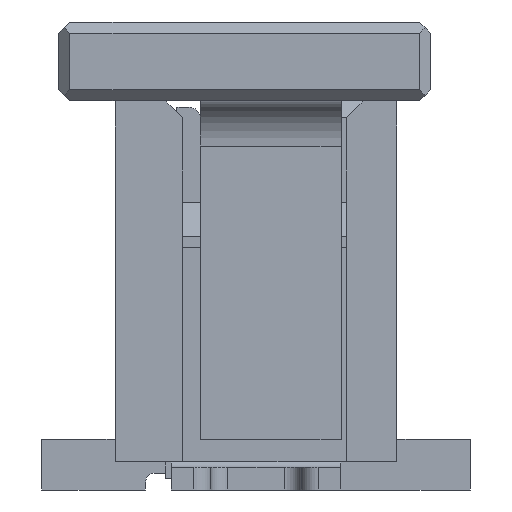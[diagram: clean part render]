
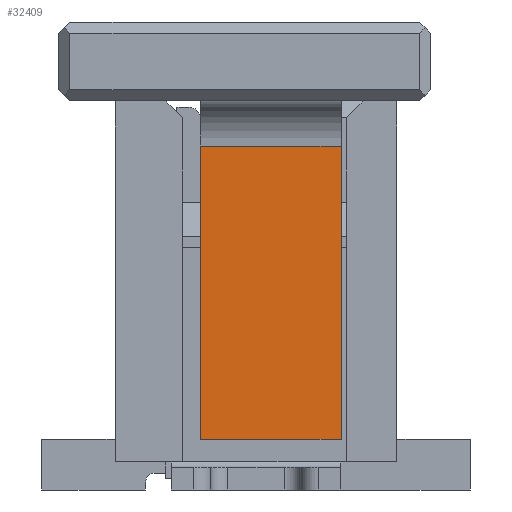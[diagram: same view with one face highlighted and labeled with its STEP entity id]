
A CAD part, left-side view. The second image highlights one B-rep face of the part: STEP entity #32409.
In plain terms, the highlighted planar face has unit normal (-1, 0, 0).
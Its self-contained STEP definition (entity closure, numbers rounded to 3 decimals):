
#5656=DIRECTION('',(0.,0.,-1.));
#5657=VECTOR('',#5656,2.6);
#5658=CARTESIAN_POINT('',(-9.65,0.495,-0.4));
#5659=LINE('',#5658,#5657);
#10336=DIRECTION('',(0.,0.,-1.));
#10337=VECTOR('',#10336,2.6);
#10338=CARTESIAN_POINT('',(-9.65,-0.755,-0.4));
#10339=LINE('',#10338,#10337);
#10399=DIRECTION('',(0.,-1.,0.));
#10400=VECTOR('',#10399,1.25);
#10401=CARTESIAN_POINT('',(-9.65,0.495,-3.));
#10402=LINE('',#10401,#10400);
#10407=DIRECTION('',(0.,1.,0.));
#10408=VECTOR('',#10407,1.25);
#10409=CARTESIAN_POINT('',(-9.65,-0.755,-0.4));
#10410=LINE('',#10409,#10408);
#16038=CARTESIAN_POINT('',(-9.65,0.495,-0.4));
#16039=CARTESIAN_POINT('',(-9.65,0.495,-3.));
#16040=VERTEX_POINT('',#16038);
#16041=VERTEX_POINT('',#16039);
#16108=CARTESIAN_POINT('',(-9.65,-0.755,-0.4));
#16109=CARTESIAN_POINT('',(-9.65,-0.755,-3.));
#16110=VERTEX_POINT('',#16108);
#16111=VERTEX_POINT('',#16109);
#32397=CARTESIAN_POINT('',(-9.65,-0.03,-0.4));
#32398=DIRECTION('',(-1.,0.,0.));
#32399=DIRECTION('',(0.,0.,-1.));
#32400=AXIS2_PLACEMENT_3D('',#32397,#32398,#32399);
#32401=PLANE('',#32400);
#32403=ORIENTED_EDGE('',*,*,#32402,.F.);
#32404=ORIENTED_EDGE('',*,*,#32286,.T.);
#32405=ORIENTED_EDGE('',*,*,#32389,.F.);
#32406=ORIENTED_EDGE('',*,*,#24675,.F.);
#32407=EDGE_LOOP('',(#32403,#32404,#32405,#32406));
#32408=FACE_OUTER_BOUND('',#32407,.F.);
#24675=EDGE_CURVE('',#16040,#16041,#5659,.T.);
#32286=EDGE_CURVE('',#16110,#16111,#10339,.T.);
#32389=EDGE_CURVE('',#16041,#16111,#10402,.T.);
#32402=EDGE_CURVE('',#16110,#16040,#10410,.T.);
#32409=ADVANCED_FACE('',(#32408),#32401,.T.);
